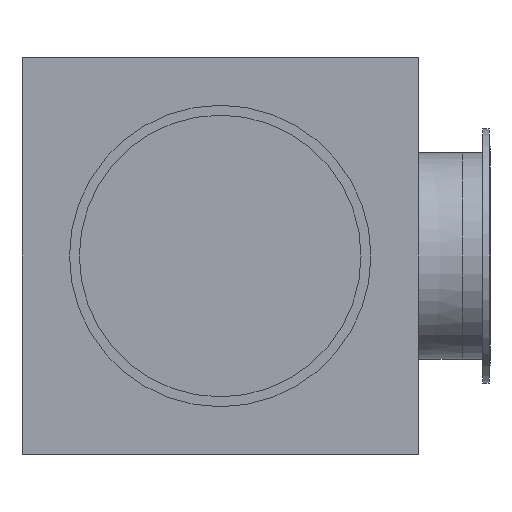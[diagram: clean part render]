
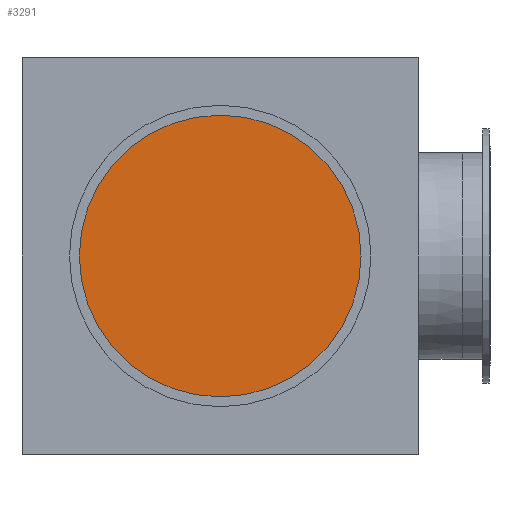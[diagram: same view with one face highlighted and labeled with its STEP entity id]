
A CAD part, front view. The second image highlights one B-rep face of the part: STEP entity #3291.
In plain terms, the highlighted planar face has unit normal (0, -1, 0).
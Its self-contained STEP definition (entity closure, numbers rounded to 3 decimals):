
#321=PLANE('',#3785);
#489=FACE_OUTER_BOUND('',#882,.T.);
#882=EDGE_LOOP('',(#2992));
#1437=CIRCLE('',#3786,639.5);
#1722=VERTEX_POINT('',#6321);
#2146=EDGE_CURVE('',#1722,#1722,#1437,.T.);
#2992=ORIENTED_EDGE('',*,*,#2146,.F.);
#3291=ADVANCED_FACE('',(#489),#321,.T.);
#3785=AXIS2_PLACEMENT_3D('',#6320,#4817,#4818);
#3786=AXIS2_PLACEMENT_3D('',#6322,#4819,#4820);
#4817=DIRECTION('center_axis',(0.,-1.,0.));
#4818=DIRECTION('ref_axis',(0.,0.,-1.));
#4819=DIRECTION('center_axis',(0.,1.,0.));
#4820=DIRECTION('ref_axis',(1.,0.,0.));
#6320=CARTESIAN_POINT('Origin',(-639.5,-840.,0.));
#6321=CARTESIAN_POINT('',(639.5,-840.,0.));
#6322=CARTESIAN_POINT('Origin',(0.,-840.,0.));
